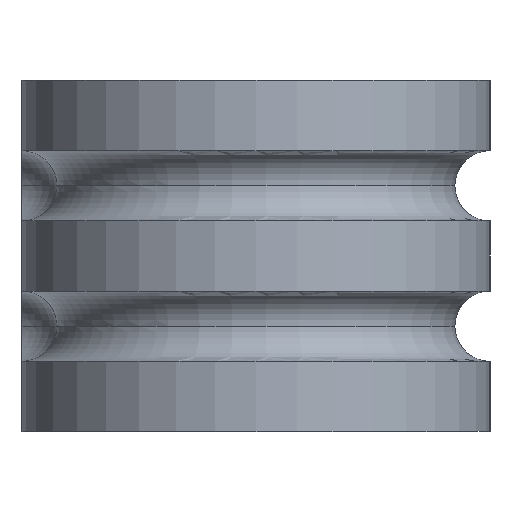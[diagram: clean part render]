
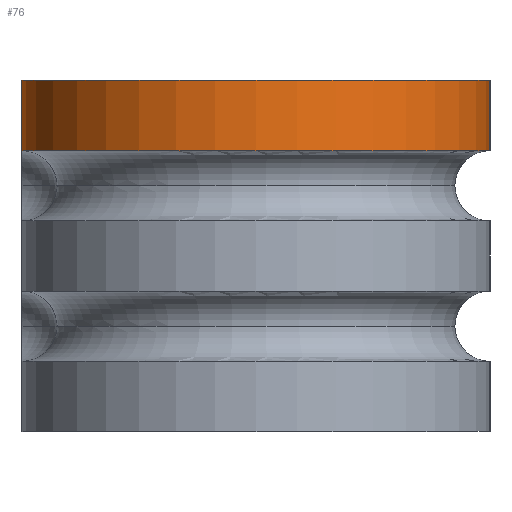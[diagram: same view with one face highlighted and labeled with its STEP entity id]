
A CAD part, left-side view. The second image highlights one B-rep face of the part: STEP entity #76.
In plain terms, the highlighted cylindrical face has radius 20 mm (diameter 40 mm), a partial arc.
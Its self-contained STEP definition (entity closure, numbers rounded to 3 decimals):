
#76 = ADVANCED_FACE( '', ( #126 ), #127, .T. );
#126 = FACE_OUTER_BOUND( '', #222, .T. );
#127 = CYLINDRICAL_SURFACE( '', #223, 20. );
#222 = EDGE_LOOP( '', ( #323, #324, #325, #326 ) );
#223 = AXIS2_PLACEMENT_3D( '', #327, #328, #329 );
#323 = ORIENTED_EDGE( '', *, *, #692, .F. );
#324 = ORIENTED_EDGE( '', *, *, #693, .F. );
#325 = ORIENTED_EDGE( '', *, *, #694, .T. );
#326 = ORIENTED_EDGE( '', *, *, #695, .T. );
#327 = CARTESIAN_POINT( '', ( -55., 0., -30. ) );
#328 = DIRECTION( '', ( 0., 0., -1. ) );
#329 = DIRECTION( '', ( 0., -1., 0. ) );
#692 = EDGE_CURVE( '', #810, #811, #812, .T. );
#693 = EDGE_CURVE( '', #813, #810, #814, .T. );
#694 = EDGE_CURVE( '', #813, #815, #816, .T. );
#695 = EDGE_CURVE( '', #815, #811, #817, .T. );
#810 = VERTEX_POINT( '', #994 );
#811 = VERTEX_POINT( '', #995 );
#812 = LINE( '', #996, #997 );
#813 = VERTEX_POINT( '', #998 );
#814 = CIRCLE( '', #999, 20. );
#815 = VERTEX_POINT( '', #1000 );
#816 = LINE( '', #1001, #1002 );
#817 = CIRCLE( '', #1003, 20. );
#994 = CARTESIAN_POINT( '', ( -55., 20., -6. ) );
#995 = CARTESIAN_POINT( '', ( -55., 20., 0. ) );
#996 = CARTESIAN_POINT( '', ( -55., 20., -30. ) );
#997 = VECTOR( '', #1352, 1000. );
#998 = CARTESIAN_POINT( '', ( -55., -20., -6. ) );
#999 = AXIS2_PLACEMENT_3D( '', #1353, #1354, #1355 );
#1000 = CARTESIAN_POINT( '', ( -55., -20., 0. ) );
#1001 = CARTESIAN_POINT( '', ( -55., -20., -30. ) );
#1002 = VECTOR( '', #1356, 1000. );
#1003 = AXIS2_PLACEMENT_3D( '', #1357, #1358, #1359 );
#1352 = DIRECTION( '', ( 0., 0., 1. ) );
#1353 = CARTESIAN_POINT( '', ( -55., 0., -6. ) );
#1354 = DIRECTION( '', ( 0., 0., -1. ) );
#1355 = DIRECTION( '', ( -1., 0., 0. ) );
#1356 = DIRECTION( '', ( 0., 0., 1. ) );
#1357 = CARTESIAN_POINT( '', ( -55., 0., 0. ) );
#1358 = DIRECTION( '', ( 0., 0., -1. ) );
#1359 = DIRECTION( '', ( 0., -1., 0. ) );
